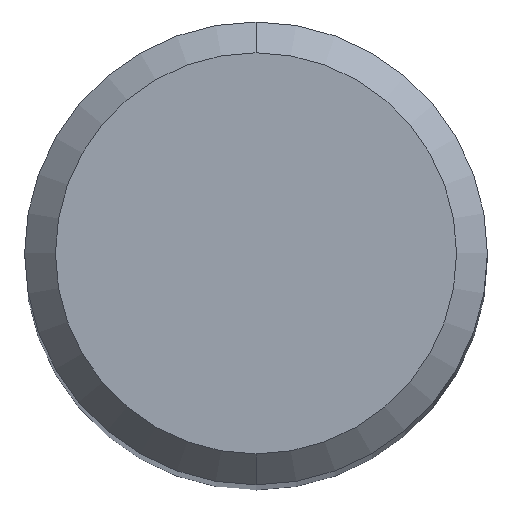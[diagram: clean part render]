
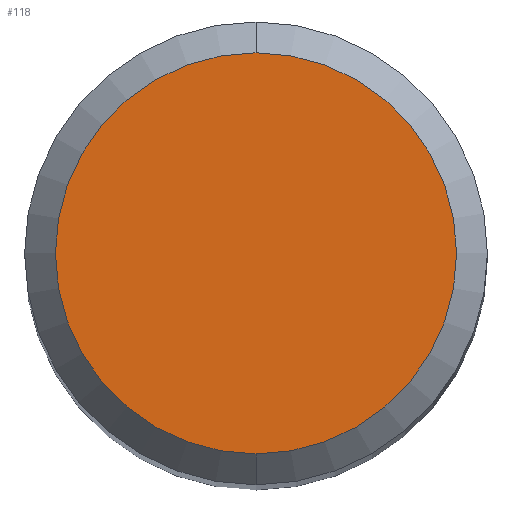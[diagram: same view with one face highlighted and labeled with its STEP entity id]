
A CAD part, top view. The second image highlights one B-rep face of the part: STEP entity #118.
In plain terms, the highlighted planar face has unit normal (0, 0, 1).
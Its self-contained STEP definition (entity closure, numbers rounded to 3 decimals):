
#110=EDGE_CURVE('',#208,#230,#279,.T.);
#118=ADVANCED_FACE('',(#288),#289,.T.);
#130=EDGE_CURVE('',#230,#208,#303,.T.);
#208=VERTEX_POINT('',#394);
#230=VERTEX_POINT('',#417);
#279=CIRCLE('',#461,2.6);
#288=FACE_OUTER_BOUND('',#472,.T.);
#289=PLANE('',#473);
#303=CIRCLE('',#490,2.6);
#394=CARTESIAN_POINT('',(0.,-2.6,0.0));
#417=CARTESIAN_POINT('',(0.0,2.6,0.0));
#461=AXIS2_PLACEMENT_3D('',#670,#671,#672);
#472=EDGE_LOOP('',(#683,#684));
#473=AXIS2_PLACEMENT_3D('',#685,#686,#687);
#490=AXIS2_PLACEMENT_3D('',#709,#710,#711);
#670=CARTESIAN_POINT('',(0.0,0.0,0.0));
#671=DIRECTION('',(0.0,0.0,-1.0));
#672=DIRECTION('',(0.0,1.0,0.0));
#683=ORIENTED_EDGE('',*,*,#130,.F.);
#684=ORIENTED_EDGE('',*,*,#110,.F.);
#685=CARTESIAN_POINT('',(0.0,1.3,0.0));
#686=DIRECTION('',(-0.0,0.0,1.0));
#687=DIRECTION('',(0.0,-1.0,0.0));
#709=CARTESIAN_POINT('',(0.0,0.0,0.0));
#710=DIRECTION('',(0.0,0.0,-1.0));
#711=DIRECTION('',(0.0,1.0,0.0));
